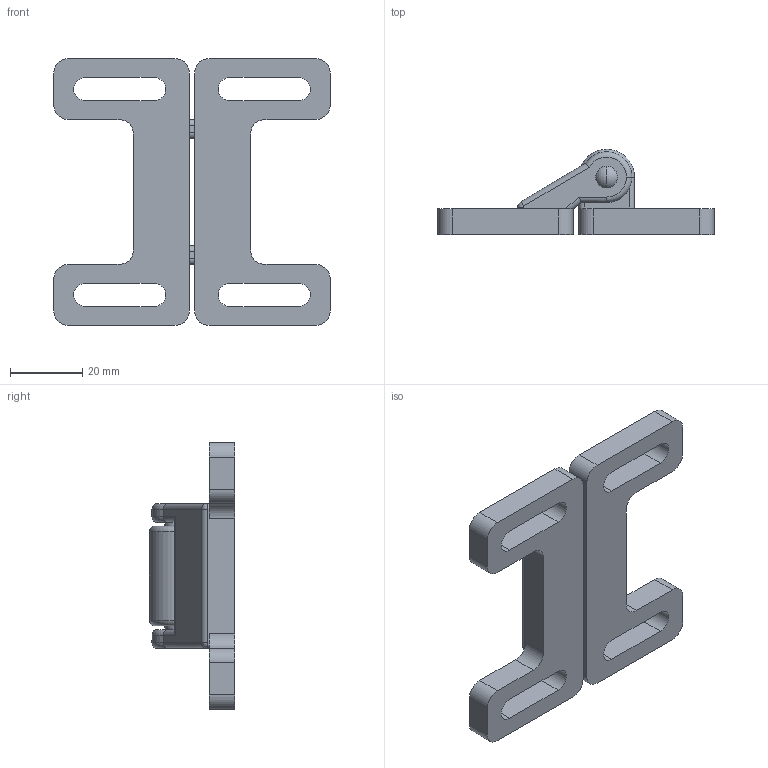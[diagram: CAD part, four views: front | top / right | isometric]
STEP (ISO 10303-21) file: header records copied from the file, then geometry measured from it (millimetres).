
FILE_DESCRIPTION (( 'STEP AP214' ), '1' );
FILE_NAME ('SNSD.30.50.82. Çàùåëêà øàðèêîâàÿ óíèâåðñàëüíàÿ(B12).STEP', '2014-12-01T07:21:34', ( 'XTreme.ws' ), ( 'XTreme.ws' ), 'SwSTEP 2.0', 'SolidWorks 2014', '' );
FILE_SCHEMA (( 'AUTOMOTIVE_DESIGN' ));
Length unit declared in the file: millimetre
Products named in the file (3): SNSD.30.50.82. Ïîëîâèíêà ñ øàðèêàìè_00; SNSD.30.50.82.  Çàùåëêà øàðèêîâàÿ óíèâåðñàëüíàÿ(B12); SNSD.30.50.82. Ïîëîâèíêà áåç øàðèêîâ_00
Assembly tree (2 placements, depth 2):
  SNSD.30.50.82.  Çàùåëêà øàðèêîâàÿ óíèâåðñàëüíàÿ(B12)
    SNSD.30.50.82. Ïîëîâèíêà ñ øàðèêàìè_00
    SNSD.30.50.82. Ïîëîâèíêà áåç øàðèêîâ_00
Bounding box: 76.3 x 23.5 x 73.7 mm (x, y, z)
Volume: 33451.1 mm3; surface area: 14329.2 mm2
Topology: 2 solids, 2 shells, 108 faces, 292 edges, 186 vertices
Faces by surface type: cylinder 52, plane 41, torus 11, sphere 4
Entity records: 3519 total; most frequent: CARTESIAN_POINT 661, DIRECTION 605, ORIENTED_EDGE 568, EDGE_CURVE 284, AXIS2_PLACEMENT_3D 222, VERTEX_POINT 182, VECTOR 161, LINE 161
